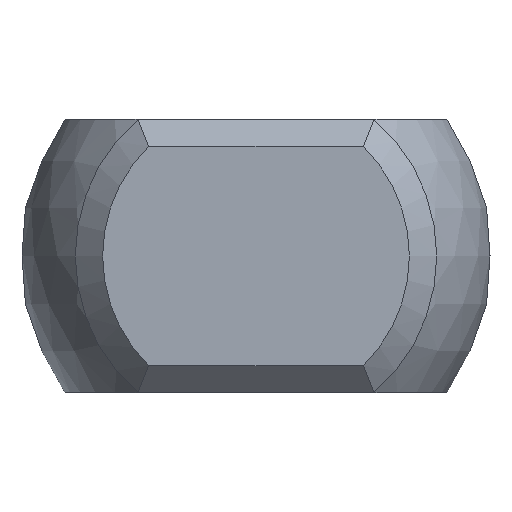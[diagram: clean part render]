
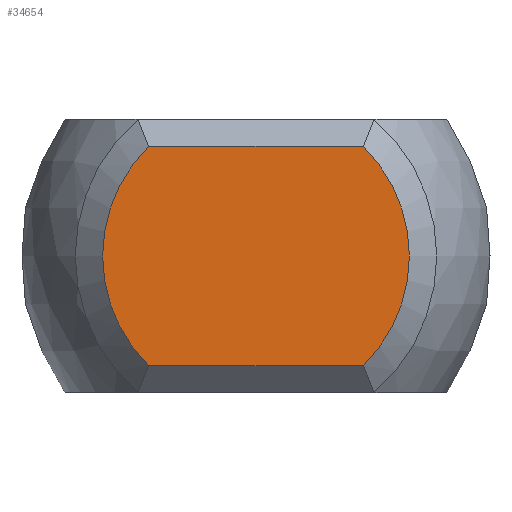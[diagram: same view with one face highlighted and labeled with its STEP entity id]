
A CAD part, left-side view. The second image highlights one B-rep face of the part: STEP entity #34654.
In plain terms, the highlighted planar face has unit normal (-1, 0, 0).
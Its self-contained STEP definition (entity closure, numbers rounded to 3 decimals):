
#33274 = PLANE('',#33275);
#33275 = AXIS2_PLACEMENT_3D('',#33276,#33277,#33278);
#33276 = CARTESIAN_POINT('',(-12.25,3.125,2.25));
#33277 = DIRECTION('',(-0.707,0.,0.707));
#33278 = DIRECTION('',(0.707,0.,0.707));
#34287 = EDGE_CURVE('',#34288,#34290,#34292,.T.);
#34288 = VERTEX_POINT('',#34289);
#34289 = CARTESIAN_POINT('',(-12.5,-1.96,-2.));
#34290 = VERTEX_POINT('',#34291);
#34291 = CARTESIAN_POINT('',(-12.5,1.96,-2.));
#34292 = SURFACE_CURVE('',#34293,(#34297,#34309),.PCURVE_S1.);
#34293 = LINE('',#34294,#34295);
#34294 = CARTESIAN_POINT('',(-12.5,-3.125,-2.));
#34295 = VECTOR('',#34296,1.);
#34296 = DIRECTION('',(0.,1.,0.));
#34297 = PCURVE('',#34298,#34303);
#34298 = PLANE('',#34299);
#34299 = AXIS2_PLACEMENT_3D('',#34300,#34301,#34302);
#34300 = CARTESIAN_POINT('',(-12.25,-3.125,-2.25));
#34301 = DIRECTION('',(-0.707,0.,
    -0.707));
#34302 = DIRECTION('',(-0.707,0.,0.707));
#34303 = DEFINITIONAL_REPRESENTATION('',(#34304),#34308);
#34304 = LINE('',#34305,#34306);
#34305 = CARTESIAN_POINT('',(0.354,0.));
#34306 = VECTOR('',#34307,1.);
#34307 = DIRECTION('',(0.,1.));
#34308 = ( GEOMETRIC_REPRESENTATION_CONTEXT(2) 
PARAMETRIC_REPRESENTATION_CONTEXT() REPRESENTATION_CONTEXT('2D SPACE',''
  ) );
#34309 = PCURVE('',#34310,#34315);
#34310 = PLANE('',#34311);
#34311 = AXIS2_PLACEMENT_3D('',#34312,#34313,#34314);
#34312 = CARTESIAN_POINT('',(-12.5,0.,0.));
#34313 = DIRECTION('',(1.,0.,0.));
#34314 = DIRECTION('',(0.,0.,-1.));
#34315 = DEFINITIONAL_REPRESENTATION('',(#34316),#34320);
#34316 = LINE('',#34317,#34318);
#34317 = CARTESIAN_POINT('',(2.,-3.125));
#34318 = VECTOR('',#34319,1.);
#34319 = DIRECTION('',(0.,1.));
#34320 = ( GEOMETRIC_REPRESENTATION_CONTEXT(2) 
PARAMETRIC_REPRESENTATION_CONTEXT() REPRESENTATION_CONTEXT('2D SPACE',''
  ) );
#34340 = CONICAL_SURFACE('',#34341,3.05,0.785);
#34341 = AXIS2_PLACEMENT_3D('',#34342,#34343,#34344);
#34342 = CARTESIAN_POINT('',(-12.25,0.,0.));
#34343 = DIRECTION('',(1.,0.,0.));
#34344 = DIRECTION('',(-0.,1.,0.));
#34390 = CONICAL_SURFACE('',#34391,3.05,0.785);
#34391 = AXIS2_PLACEMENT_3D('',#34392,#34393,#34394);
#34392 = CARTESIAN_POINT('',(-12.25,0.,0.));
#34393 = DIRECTION('',(1.,0.,0.));
#34394 = DIRECTION('',(0.,-1.,0.));
#34404 = EDGE_CURVE('',#34405,#34407,#34409,.T.);
#34405 = VERTEX_POINT('',#34406);
#34406 = CARTESIAN_POINT('',(-12.5,1.96,2.));
#34407 = VERTEX_POINT('',#34408);
#34408 = CARTESIAN_POINT('',(-12.5,-1.96,2.));
#34409 = SURFACE_CURVE('',#34410,(#34414,#34421),.PCURVE_S1.);
#34410 = LINE('',#34411,#34412);
#34411 = CARTESIAN_POINT('',(-12.5,3.125,2.));
#34412 = VECTOR('',#34413,1.);
#34413 = DIRECTION('',(0.,-1.,0.));
#34414 = PCURVE('',#33274,#34415);
#34415 = DEFINITIONAL_REPRESENTATION('',(#34416),#34420);
#34416 = LINE('',#34417,#34418);
#34417 = CARTESIAN_POINT('',(-0.354,0.));
#34418 = VECTOR('',#34419,1.);
#34419 = DIRECTION('',(0.,-1.));
#34420 = ( GEOMETRIC_REPRESENTATION_CONTEXT(2) 
PARAMETRIC_REPRESENTATION_CONTEXT() REPRESENTATION_CONTEXT('2D SPACE',''
  ) );
#34421 = PCURVE('',#34310,#34422);
#34422 = DEFINITIONAL_REPRESENTATION('',(#34423),#34427);
#34423 = LINE('',#34424,#34425);
#34424 = CARTESIAN_POINT('',(-2.,3.125));
#34425 = VECTOR('',#34426,1.);
#34426 = DIRECTION('',(0.,-1.));
#34427 = ( GEOMETRIC_REPRESENTATION_CONTEXT(2) 
PARAMETRIC_REPRESENTATION_CONTEXT() REPRESENTATION_CONTEXT('2D SPACE',''
  ) );
#34500 = EDGE_CURVE('',#34407,#34288,#34501,.T.);
#34501 = SURFACE_CURVE('',#34502,(#34507,#34514),.PCURVE_S1.);
#34502 = CIRCLE('',#34503,2.8);
#34503 = AXIS2_PLACEMENT_3D('',#34504,#34505,#34506);
#34504 = CARTESIAN_POINT('',(-12.5,0.,0.));
#34505 = DIRECTION('',(1.,0.,0.));
#34506 = DIRECTION('',(0.,-1.,0.));
#34507 = PCURVE('',#34390,#34508);
#34508 = DEFINITIONAL_REPRESENTATION('',(#34509),#34513);
#34509 = LINE('',#34510,#34511);
#34510 = CARTESIAN_POINT('',(-6.283,-0.25));
#34511 = VECTOR('',#34512,1.);
#34512 = DIRECTION('',(1.,0.));
#34513 = ( GEOMETRIC_REPRESENTATION_CONTEXT(2) 
PARAMETRIC_REPRESENTATION_CONTEXT() REPRESENTATION_CONTEXT('2D SPACE',''
  ) );
#34514 = PCURVE('',#34310,#34515);
#34515 = DEFINITIONAL_REPRESENTATION('',(#34516),#34520);
#34516 = CIRCLE('',#34517,2.8);
#34517 = AXIS2_PLACEMENT_2D('',#34518,#34519);
#34518 = CARTESIAN_POINT('',(0.,0.));
#34519 = DIRECTION('',(0.,-1.));
#34520 = ( GEOMETRIC_REPRESENTATION_CONTEXT(2) 
PARAMETRIC_REPRESENTATION_CONTEXT() REPRESENTATION_CONTEXT('2D SPACE',''
  ) );
#34526 = EDGE_CURVE('',#34290,#34405,#34527,.T.);
#34527 = SURFACE_CURVE('',#34528,(#34533,#34540),.PCURVE_S1.);
#34528 = CIRCLE('',#34529,2.8);
#34529 = AXIS2_PLACEMENT_3D('',#34530,#34531,#34532);
#34530 = CARTESIAN_POINT('',(-12.5,0.,0.));
#34531 = DIRECTION('',(1.,0.,0.));
#34532 = DIRECTION('',(-0.,1.,0.));
#34533 = PCURVE('',#34340,#34534);
#34534 = DEFINITIONAL_REPRESENTATION('',(#34535),#34539);
#34535 = LINE('',#34536,#34537);
#34536 = CARTESIAN_POINT('',(0.,-0.25));
#34537 = VECTOR('',#34538,1.);
#34538 = DIRECTION('',(1.,0.));
#34539 = ( GEOMETRIC_REPRESENTATION_CONTEXT(2) 
PARAMETRIC_REPRESENTATION_CONTEXT() REPRESENTATION_CONTEXT('2D SPACE',''
  ) );
#34540 = PCURVE('',#34310,#34541);
#34541 = DEFINITIONAL_REPRESENTATION('',(#34542),#34546);
#34542 = CIRCLE('',#34543,2.8);
#34543 = AXIS2_PLACEMENT_2D('',#34544,#34545);
#34544 = CARTESIAN_POINT('',(0.,0.));
#34545 = DIRECTION('',(0.,1.));
#34546 = ( GEOMETRIC_REPRESENTATION_CONTEXT(2) 
PARAMETRIC_REPRESENTATION_CONTEXT() REPRESENTATION_CONTEXT('2D SPACE',''
  ) );
#34654 = ADVANCED_FACE('',(#34655),#34310,.F.);
#34655 = FACE_BOUND('',#34656,.T.);
#34656 = EDGE_LOOP('',(#34657,#34658,#34659,#34660));
#34657 = ORIENTED_EDGE('',*,*,#34404,.F.);
#34658 = ORIENTED_EDGE('',*,*,#34526,.F.);
#34659 = ORIENTED_EDGE('',*,*,#34287,.F.);
#34660 = ORIENTED_EDGE('',*,*,#34500,.F.);
